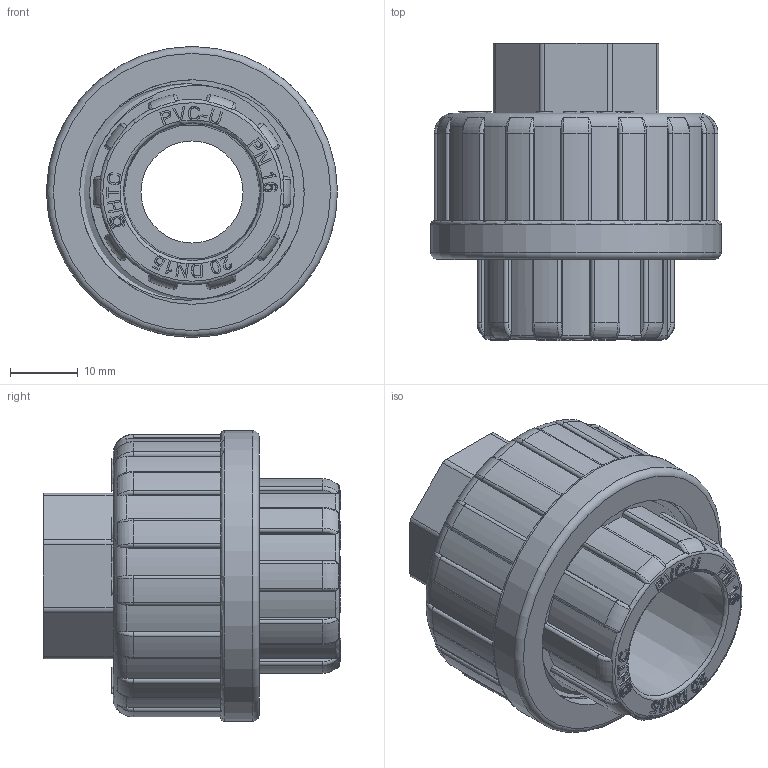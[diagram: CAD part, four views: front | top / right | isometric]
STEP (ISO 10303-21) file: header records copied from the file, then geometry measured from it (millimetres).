
FILE_DESCRIPTION(/* description */ (''),/* implementation_level */ '2;1');
FILE_NAME(/* name */ '20铜制内螺纹.stp',/* time_stamp */ '2025-04-28T09:57:32+08:00',/* author */ (''),/* organization */ (''),/* preprocessor_version */ 'ST-DEVELOPER v16',/* originating_system */ 'SIEMENS PLM Software NX 10.0',/* authorisation */ '');
FILE_SCHEMA (('AUTOMOTIVE_DESIGN { 1 0 10303 214 3 1 1 1 }'));
Length unit declared in the file: millimetre
Products named in the file (1): gelv1FDCC71Dejly
Bounding box: 43 x 44.05 x 43 mm (x, y, z)
Volume: 27956.6 mm3; surface area: 18268.7 mm2
Topology: 3 solids, 3 shells, 774 faces, 2076 edges, 1348 vertices
Faces by surface type: plane 324, extrusion 209, cylinder 153, bspline 57, torus 30, cone 1
Full cylindrical faces by diameter (mm): 1.104 x1, 1.533 x1, 2.073 x1, 2.792 x1, 15.1 x1, 16.1 x1, 18.6 x1, 20.955 x8, 23.5 x1, 27.2 x1, 27.7 x1, 30 x1, 30.291 x4, 33.249 x7, 43 x1
Entity records: 31722 total; most frequent: CARTESIAN_POINT 15002, ORIENTED_EDGE 3954, DIRECTION 2474, EDGE_CURVE 1977, VERTEX_POINT 1295, B_SPLINE_CURVE_WITH_KNOTS 1221, VECTOR 854, EDGE_LOOP 828
